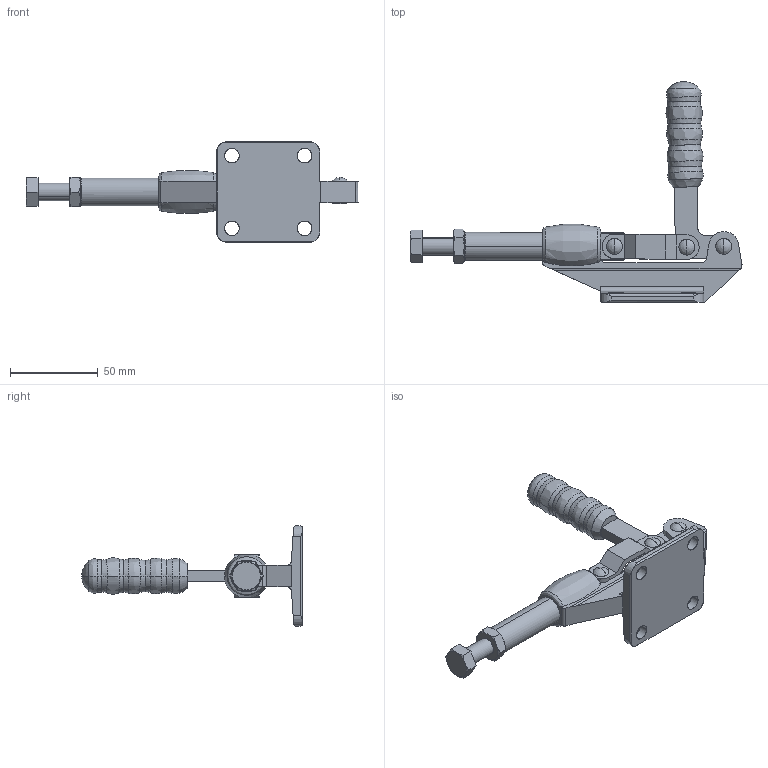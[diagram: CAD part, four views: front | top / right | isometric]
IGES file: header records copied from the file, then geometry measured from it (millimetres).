
Start section: SolidWorks IGES file using analytic representation for surfaces
Global section: file name: GH-305-EMﾂｲ､ﾆ.IGS,; native system: SolidWorks 2016; preprocessor: SolidWorks 2016; author: LinWei; date: 200529.131255; units: millimetre
Bounding box: 189.05 x 125.63 x 57.2 mm (x, y, z)
Surface area: 36863.5 mm2 (no closed solid volume)
Topology: 0 solids, 0 shells, 223 faces, 3241 edges, 3237 vertices
Faces by surface type: bspline 121, revolution 102
